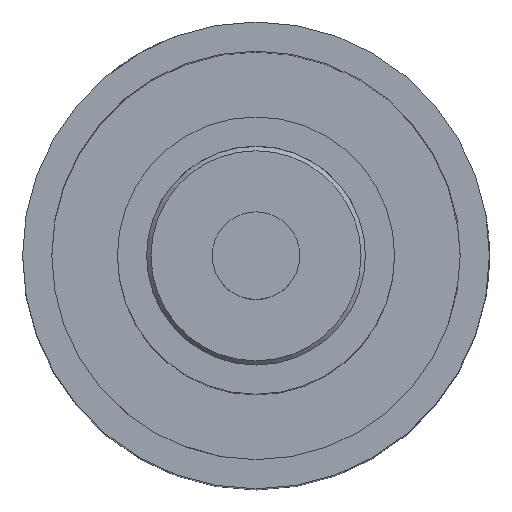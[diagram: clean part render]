
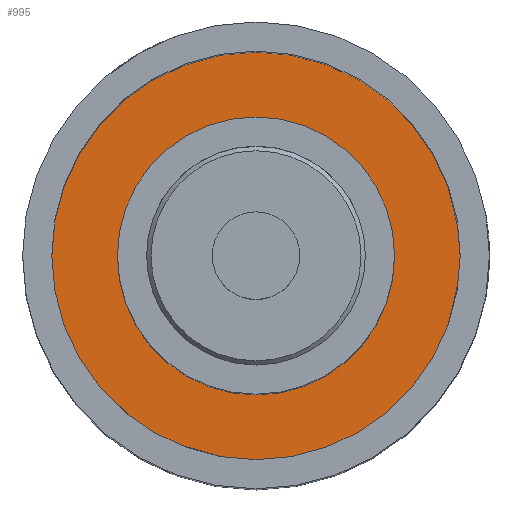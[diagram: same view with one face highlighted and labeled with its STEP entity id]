
A CAD part, top view. The second image highlights one B-rep face of the part: STEP entity #995.
In plain terms, the highlighted planar face has unit normal (0, 0, 1).
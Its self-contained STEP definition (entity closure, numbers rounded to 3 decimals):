
#56=FACE_BOUND('',#196,.T.);
#78=PLANE('',#1135);
#129=FACE_OUTER_BOUND('',#195,.T.);
#195=EDGE_LOOP('',(#909,#910));
#196=EDGE_LOOP('',(#911,#912));
#365=CIRCLE('',#1112,14.);
#368=CIRCLE('',#1115,14.);
#379=CIRCLE('',#1133,9.5);
#380=CIRCLE('',#1134,9.5);
#469=VERTEX_POINT('',#2065);
#470=VERTEX_POINT('',#2066);
#483=VERTEX_POINT('',#2104);
#484=VERTEX_POINT('',#2105);
#608=EDGE_CURVE('',#469,#470,#365,.T.);
#612=EDGE_CURVE('',#470,#469,#368,.T.);
#626=EDGE_CURVE('',#483,#484,#379,.T.);
#627=EDGE_CURVE('',#484,#483,#380,.T.);
#909=ORIENTED_EDGE('',*,*,#608,.F.);
#910=ORIENTED_EDGE('',*,*,#612,.F.);
#911=ORIENTED_EDGE('',*,*,#626,.T.);
#912=ORIENTED_EDGE('',*,*,#627,.T.);
#995=ADVANCED_FACE('',(#129,#56),#78,.T.);
#1112=AXIS2_PLACEMENT_3D('',#2067,#1381,#1382);
#1115=AXIS2_PLACEMENT_3D('',#2073,#1388,#1389);
#1133=AXIS2_PLACEMENT_3D('',#2106,#1427,#1428);
#1134=AXIS2_PLACEMENT_3D('',#2107,#1429,#1430);
#1135=AXIS2_PLACEMENT_3D('',#2109,#1432,#1433);
#1381=DIRECTION('center_axis',(0.,0.,-1.));
#1382=DIRECTION('ref_axis',(1.,0.,0.));
#1388=DIRECTION('center_axis',(0.,0.,-1.));
#1389=DIRECTION('ref_axis',(1.,0.,0.));
#1427=DIRECTION('center_axis',(0.,0.,-1.));
#1428=DIRECTION('ref_axis',(1.,0.,0.));
#1429=DIRECTION('center_axis',(0.,0.,-1.));
#1430=DIRECTION('ref_axis',(1.,0.,0.));
#1432=DIRECTION('center_axis',(0.,0.,1.));
#1433=DIRECTION('ref_axis',(1.,0.,0.));
#2065=CARTESIAN_POINT('',(-3.055,-3.315,-6.973));
#2066=CARTESIAN_POINT('',(-3.055,-31.315,-6.973));
#2067=CARTESIAN_POINT('Origin',(-3.055,-17.315,-6.973));
#2073=CARTESIAN_POINT('Origin',(-3.055,-17.315,-6.973));
#2104=CARTESIAN_POINT('',(-3.055,-7.815,-6.973));
#2105=CARTESIAN_POINT('',(-3.055,-26.815,-6.973));
#2106=CARTESIAN_POINT('Origin',(-3.055,-17.315,-6.973));
#2107=CARTESIAN_POINT('Origin',(-3.055,-17.315,-6.973));
#2109=CARTESIAN_POINT('Origin',(-3.055,-3.315,-6.973));
